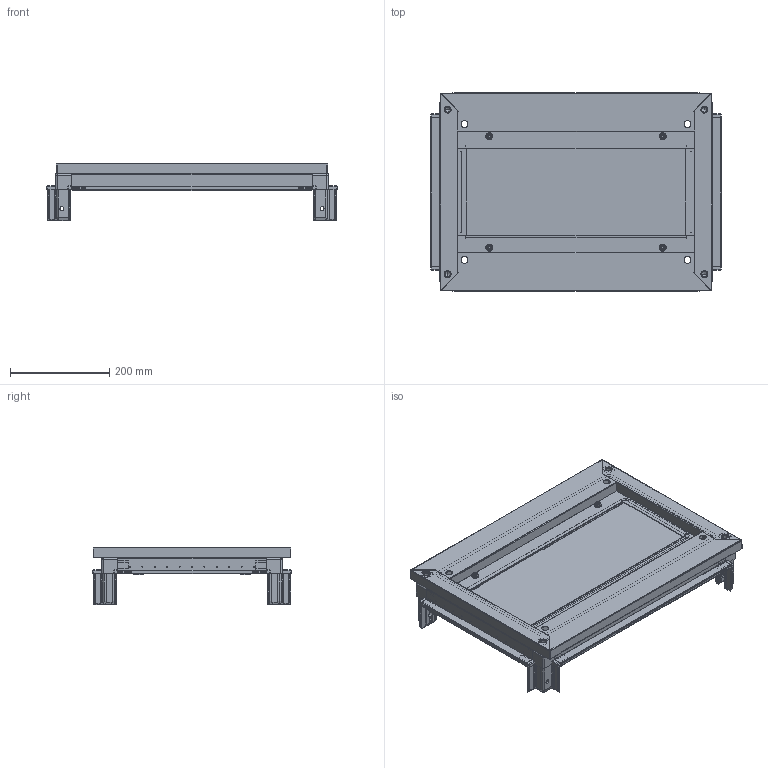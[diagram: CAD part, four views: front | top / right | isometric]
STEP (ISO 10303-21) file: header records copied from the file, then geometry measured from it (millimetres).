
FILE_DESCRIPTION (( 'STEP AP203' ), '1' );
FILE_NAME ('R5FUC46.step', '2011-03-03T12:08:19', ( 'User' ), ( 'DKC' ), 'SwSTEP 2.0', 'SolidWorks 2010', '' );
FILE_SCHEMA (( 'CONFIG_CONTROL_DESIGN' ));
Length unit declared in the file: millimetre
Products named in the file (15): R5FUC46; Lamiera trasversale per fondo da_400; Lamiera laterale per fondo da_600; sealant for base_400x600; Traversa laterale per quadro prof_600; Traversa frontale per quadro largh._400; AC00C469S_Default; AC00C469D_Default; Traversa inferiore tenuta fondo_600; Capscrew with recessed hexahedron M6 x 10_ISO 4762 M6 x 10 --- 10S; Flange nut M6_ISO 7044-M6-S; Acc00c561_Default; Solid base + sealing_400x600; Solid base_400x600; sealant for bottom_400x600
Assembly tree (32 placements, depth 3):
  R5FUC46
    Traversa laterale per quadro prof_600  x2
    Flange nut M6_ISO 7044-M6-S  x4
    AC00C469D_Default  x2
    Traversa frontale per quadro largh._400  x2
    Capscrew with recessed hexahedron M6 x 10_ISO 4762 M6 x 10 --- 10S  x4
    Lamiera trasversale per fondo da_400  x2
    Acc00c561_Default  x6
    Lamiera laterale per fondo da_600  x2
    AC00C469S_Default  x2
    Solid base + sealing_400x600
      Solid base_400x600
      sealant for bottom_400x600
    Traversa inferiore tenuta fondo_600  x2
    sealant for base_400x600
Bounding box: 586.5 x 400.5 x 116.25 mm (x, y, z)
Volume: 1502216.2 mm3; surface area: 1563055.5 mm2
Topology: 31 solids, 31 shells, 3999 faces, 10703 edges, 6734 vertices
Faces by surface type: plane 2334, cylinder 1121, cone 372, torus 100, sphere 40, bspline 32
Entity records: 60085 total; most frequent: CARTESIAN_POINT 11300, ORIENTED_EDGE 9744, DIRECTION 9685, EDGE_CURVE 4872, LINE 3493, VECTOR 3493, AXIS2_PLACEMENT_3D 3096, VERTEX_POINT 3081
